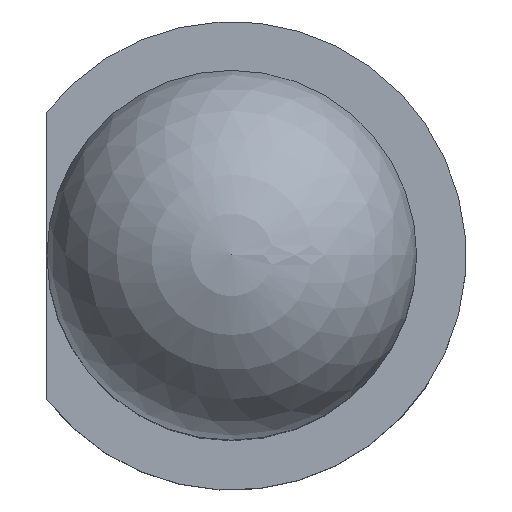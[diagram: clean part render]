
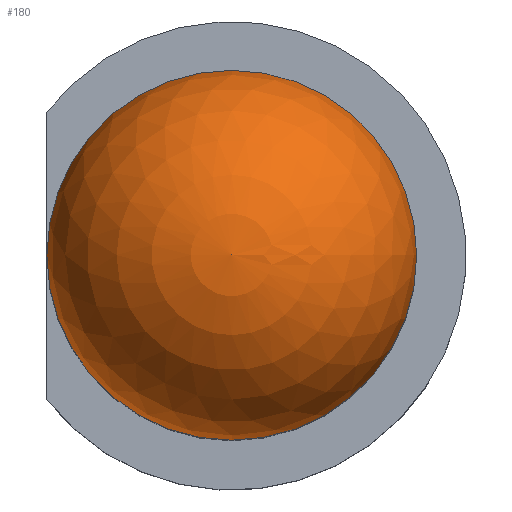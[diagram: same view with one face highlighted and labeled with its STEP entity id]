
A CAD part, top view. The second image highlights one B-rep face of the part: STEP entity #180.
In plain terms, the highlighted spherical face has radius 1.5 mm.
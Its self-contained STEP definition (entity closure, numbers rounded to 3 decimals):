
#159 = VERTEX_POINT('',#160);
#160 = CARTESIAN_POINT('',(1.5,0.,3.8));
#169 = EDGE_CURVE('',#159,#159,#170,.T.);
#170 = CIRCLE('',#171,1.5);
#171 = AXIS2_PLACEMENT_3D('',#172,#173,#174);
#172 = CARTESIAN_POINT('',(0.,0.,3.8));
#173 = DIRECTION('',(0.,0.,-1.));
#174 = DIRECTION('',(1.,0.,0.));
#180 = ADVANCED_FACE('',(#181),#194,.T.);
#181 = FACE_BOUND('',#182,.F.);
#182 = EDGE_LOOP('',(#183,#184,#193));
#183 = ORIENTED_EDGE('',*,*,#169,.T.);
#184 = ORIENTED_EDGE('',*,*,#185,.T.);
#185 = EDGE_CURVE('',#159,#186,#188,.T.);
#186 = VERTEX_POINT('',#187);
#187 = CARTESIAN_POINT('',(0.,0.,5.3));
#188 = CIRCLE('',#189,1.5);
#189 = AXIS2_PLACEMENT_3D('',#190,#191,#192);
#190 = CARTESIAN_POINT('',(0.,0.,3.8));
#191 = DIRECTION('',(0.,-1.,0.));
#192 = DIRECTION('',(1.,0.,0.));
#193 = ORIENTED_EDGE('',*,*,#185,.F.);
#194 = SPHERICAL_SURFACE('',#195,1.5);
#195 = AXIS2_PLACEMENT_3D('',#196,#197,#198);
#196 = CARTESIAN_POINT('',(0.,0.,3.8));
#197 = DIRECTION('',(0.,0.,1.));
#198 = DIRECTION('',(1.,0.,-0.));
